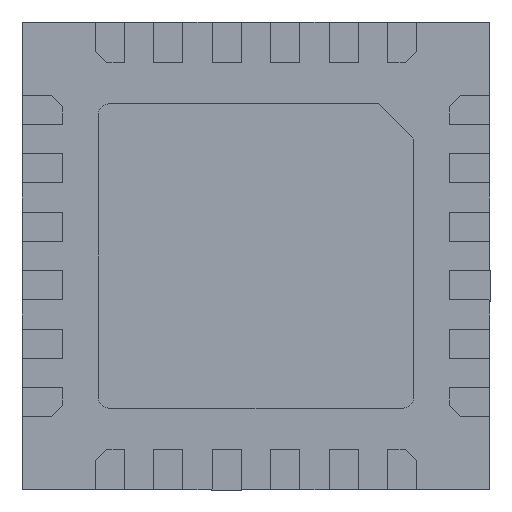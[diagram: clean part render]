
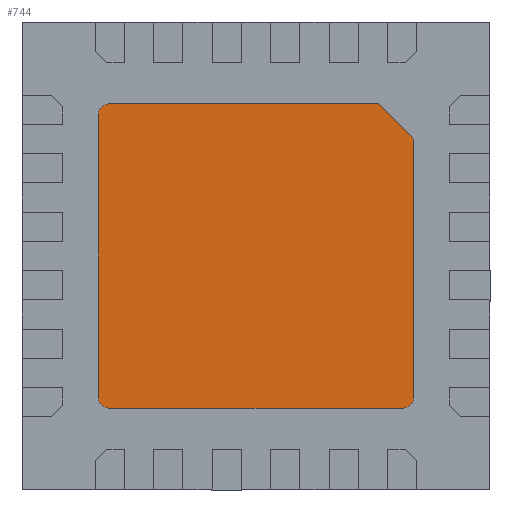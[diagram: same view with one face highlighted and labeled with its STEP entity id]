
A CAD part, front view. The second image highlights one B-rep face of the part: STEP entity #744.
In plain terms, the highlighted planar face has unit normal (0, -1, 0).
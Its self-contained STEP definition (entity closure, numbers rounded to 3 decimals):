
#86 = LINE ( 'NONE', #8073, #1817 ) ;
#248 = VERTEX_POINT ( 'NONE', #6563 ) ;
#386 = EDGE_CURVE ( 'NONE', #1887, #6491, #2454, .T. ) ;
#442 = CARTESIAN_POINT ( 'NONE',  ( 1.25, 0., -1.3 ) ) ;
#590 = CARTESIAN_POINT ( 'NONE',  ( -1.25, 0., -1.3 ) ) ;
#614 = PLANE ( 'NONE',  #7782 ) ;
#744 = ADVANCED_FACE ( 'NONE', ( #2707 ), #614, .F. ) ;
#754 = EDGE_CURVE ( 'NONE', #6826, #1887, #4041, .T. ) ;
#793 = DIRECTION ( 'NONE',  ( 0., 1., 0. ) ) ;
#800 = CARTESIAN_POINT ( 'NONE',  ( 1.05, 0., 1.3 ) ) ;
#942 = CIRCLE ( 'NONE', #1473, 0.1 ) ;
#1065 = ORIENTED_EDGE ( 'NONE', *, *, #6104, .F. ) ;
#1208 = EDGE_CURVE ( 'NONE', #1465, #248, #1379, .T. ) ;
#1240 = CARTESIAN_POINT ( 'NONE',  ( -1.35, 0., 1.2 ) ) ;
#1379 = LINE ( 'NONE', #1855, #1791 ) ;
#1411 = EDGE_CURVE ( 'NONE', #7231, #1465, #2400, .T. ) ;
#1422 = CARTESIAN_POINT ( 'NONE',  ( 1.05, 0., 1.3 ) ) ;
#1424 = CARTESIAN_POINT ( 'NONE',  ( -1.25, 0., 1.3 ) ) ;
#1465 = VERTEX_POINT ( 'NONE', #1422 ) ;
#1473 = AXIS2_PLACEMENT_3D ( 'NONE', #7996, #793, #4769 ) ;
#1576 = ORIENTED_EDGE ( 'NONE', *, *, #754, .F. ) ;
#1755 = CARTESIAN_POINT ( 'NONE',  ( -1.35, 0., -1.2 ) ) ;
#1791 = VECTOR ( 'NONE', #4491, 1000. ) ;
#1802 = DIRECTION ( 'NONE',  ( 0., 0., 1. ) ) ;
#1817 = VECTOR ( 'NONE', #6126, 1000. ) ;
#1855 = CARTESIAN_POINT ( 'NONE',  ( 1.35, 0., 1. ) ) ;
#1887 = VERTEX_POINT ( 'NONE', #7307 ) ;
#2074 = EDGE_CURVE ( 'NONE', #5008, #7231, #942, .T. ) ;
#2248 = DIRECTION ( 'NONE',  ( 0., 0., 1. ) ) ;
#2400 = LINE ( 'NONE', #800, #6121 ) ;
#2454 = CIRCLE ( 'NONE', #8216, 0.1 ) ;
#2707 = FACE_OUTER_BOUND ( 'NONE', #4246, .T. ) ;
#2737 = CIRCLE ( 'NONE', #6993, 0.1 ) ;
#3443 = ORIENTED_EDGE ( 'NONE', *, *, #8228, .F. ) ;
#3752 = DIRECTION ( 'NONE',  ( 0., 1., 0. ) ) ;
#4041 = LINE ( 'NONE', #590, #7965 ) ;
#4246 = EDGE_LOOP ( 'NONE', ( #8287, #4728, #7867, #7017, #1065, #4667, #1576, #3443 ) ) ;
#4412 = CARTESIAN_POINT ( 'NONE',  ( 0., 0., 0. ) ) ;
#4491 = DIRECTION ( 'NONE',  ( 0.707, 0., -0.707 ) ) ;
#4509 = EDGE_CURVE ( 'NONE', #248, #7010, #86, .T. ) ;
#4667 = ORIENTED_EDGE ( 'NONE', *, *, #386, .F. ) ;
#4728 = ORIENTED_EDGE ( 'NONE', *, *, #1208, .F. ) ;
#4769 = DIRECTION ( 'NONE',  ( 0., 0., 1. ) ) ;
#4872 = DIRECTION ( 'NONE',  ( 0., 1., 0. ) ) ;
#5008 = VERTEX_POINT ( 'NONE', #5993 ) ;
#5480 = CARTESIAN_POINT ( 'NONE',  ( -1.25, 0., -1.2 ) ) ;
#5598 = DIRECTION ( 'NONE',  ( 0., 0., 1. ) ) ;
#5841 = DIRECTION ( 'NONE',  ( 0., 0., 1. ) ) ;
#5993 = CARTESIAN_POINT ( 'NONE',  ( -1.35, 0., 1.2 ) ) ;
#6104 = EDGE_CURVE ( 'NONE', #6491, #5008, #7366, .T. ) ;
#6121 = VECTOR ( 'NONE', #8031, 1000. ) ;
#6126 = DIRECTION ( 'NONE',  ( 0., 0., -1. ) ) ;
#6195 = CARTESIAN_POINT ( 'NONE',  ( 1.25, 0., -1.2 ) ) ;
#6491 = VERTEX_POINT ( 'NONE', #1755 ) ;
#6563 = CARTESIAN_POINT ( 'NONE',  ( 1.35, 0., 1. ) ) ;
#6826 = VERTEX_POINT ( 'NONE', #442 ) ;
#6993 = AXIS2_PLACEMENT_3D ( 'NONE', #6195, #7472, #2248 ) ;
#7010 = VERTEX_POINT ( 'NONE', #8467 ) ;
#7017 = ORIENTED_EDGE ( 'NONE', *, *, #2074, .F. ) ;
#7103 = DIRECTION ( 'NONE',  ( -1., 0., 0. ) ) ;
#7231 = VERTEX_POINT ( 'NONE', #1424 ) ;
#7307 = CARTESIAN_POINT ( 'NONE',  ( -1.25, 0., -1.3 ) ) ;
#7366 = LINE ( 'NONE', #1240, #8482 ) ;
#7472 = DIRECTION ( 'NONE',  ( 0., 1., 0. ) ) ;
#7782 = AXIS2_PLACEMENT_3D ( 'NONE', #4412, #3752, #5841 ) ;
#7867 = ORIENTED_EDGE ( 'NONE', *, *, #1411, .F. ) ;
#7965 = VECTOR ( 'NONE', #7103, 1000. ) ;
#7996 = CARTESIAN_POINT ( 'NONE',  ( -1.25, 0., 1.2 ) ) ;
#8031 = DIRECTION ( 'NONE',  ( 1., 0., 0. ) ) ;
#8073 = CARTESIAN_POINT ( 'NONE',  ( 1.35, 0., -1.2 ) ) ;
#8216 = AXIS2_PLACEMENT_3D ( 'NONE', #5480, #4872, #5598 ) ;
#8228 = EDGE_CURVE ( 'NONE', #7010, #6826, #2737, .T. ) ;
#8287 = ORIENTED_EDGE ( 'NONE', *, *, #4509, .F. ) ;
#8467 = CARTESIAN_POINT ( 'NONE',  ( 1.35, 0., -1.2 ) ) ;
#8482 = VECTOR ( 'NONE', #1802, 1000. ) ;
